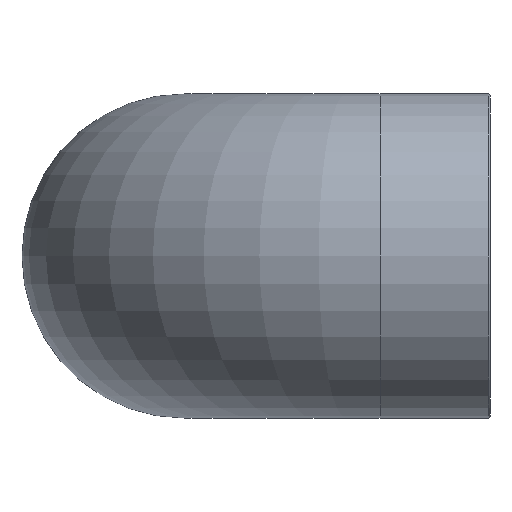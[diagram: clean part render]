
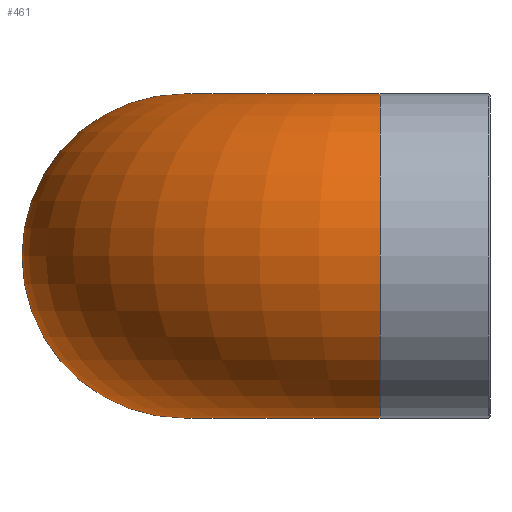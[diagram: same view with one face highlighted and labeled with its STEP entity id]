
A CAD part, left-side view. The second image highlights one B-rep face of the part: STEP entity #461.
In plain terms, the highlighted toroidal (fillet/blend) face has major radius 53.8 mm and minor radius 44.5 mm.
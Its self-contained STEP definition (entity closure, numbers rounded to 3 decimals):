
#101=FACE_BOUND('',#163,.T.);
#115=FACE_OUTER_BOUND('',#162,.T.);
#162=EDGE_LOOP('',(#342));
#163=EDGE_LOOP('',(#343));
#189=CIRCLE('',#502,44.5);
#195=CIRCLE('',#513,44.5);
#211=VERTEX_POINT('',#642);
#217=VERTEX_POINT('',#659);
#258=EDGE_CURVE('',#211,#211,#189,.T.);
#264=EDGE_CURVE('',#217,#217,#195,.T.);
#342=ORIENTED_EDGE('',*,*,#258,.F.);
#343=ORIENTED_EDGE('',*,*,#264,.T.);
#447=TOROIDAL_SURFACE('',#519,53.8,44.5);
#461=ADVANCED_FACE('',(#115,#101),#447,.T.);
#502=AXIS2_PLACEMENT_3D('',#643,#558,#559);
#513=AXIS2_PLACEMENT_3D('',#660,#580,#581);
#519=AXIS2_PLACEMENT_3D('',#668,#592,#593);
#558=DIRECTION('center_axis',(1.,0.,0.));
#559=DIRECTION('ref_axis',(0.,1.,0.));
#580=DIRECTION('center_axis',(0.,1.,0.));
#581=DIRECTION('ref_axis',(-1.,0.,0.));
#592=DIRECTION('center_axis',(0.,0.,-1.));
#593=DIRECTION('ref_axis',(-1.,0.,0.));
#642=CARTESIAN_POINT('',(53.8,39.5,0.));
#643=CARTESIAN_POINT('Origin',(53.8,84.,0.));
#659=CARTESIAN_POINT('',(44.5,30.2,0.));
#660=CARTESIAN_POINT('Origin',(0.,30.2,0.));
#668=CARTESIAN_POINT('Origin',(53.8,30.2,0.));
